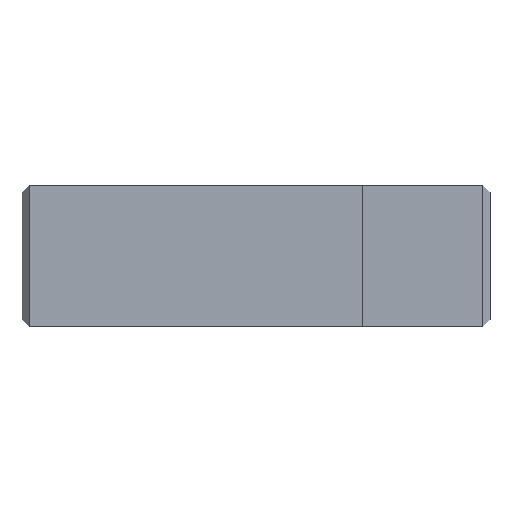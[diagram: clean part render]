
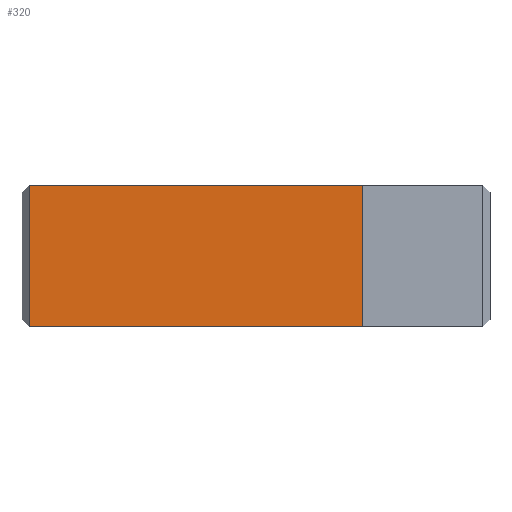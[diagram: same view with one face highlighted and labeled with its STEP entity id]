
A CAD part, top view. The second image highlights one B-rep face of the part: STEP entity #320.
In plain terms, the highlighted planar face has unit normal (0, 0, 1).
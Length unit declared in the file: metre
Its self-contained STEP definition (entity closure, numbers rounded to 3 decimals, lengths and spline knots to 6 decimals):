
#78=ORIENTED_EDGE('',*,*,#131,.T.);
#79=ORIENTED_EDGE('',*,*,#136,.T.);
#80=ORIENTED_EDGE('',*,*,#122,.F.);
#81=ORIENTED_EDGE('',*,*,#128,.T.);
#122=EDGE_CURVE('',#154,#155,#186,.T.);
#128=EDGE_CURVE('',#154,#159,#192,.T.);
#131=EDGE_CURVE('',#159,#161,#195,.T.);
#136=EDGE_CURVE('',#161,#155,#200,.T.);
#154=VERTEX_POINT('',#502);
#155=VERTEX_POINT('',#503);
#159=VERTEX_POINT('',#513);
#161=VERTEX_POINT('',#519);
#186=LINE('',#501,#226);
#192=LINE('',#514,#232);
#195=LINE('',#520,#235);
#200=LINE('',#531,#240);
#226=VECTOR('',#418,1.);
#232=VECTOR('',#426,1.);
#235=VECTOR('',#431,1.);
#240=VECTOR('',#440,1.);
#260=EDGE_LOOP('',(#78,#79,#80,#81));
#280=FACE_BOUND('',#260,.T.);
#300=PLANE('',#366);
#320=ADVANCED_FACE('',(#280),#300,.T.);
#366=AXIS2_PLACEMENT_3D('',#530,#438,#439);
#418=DIRECTION('',(-1.,0.,0.));
#426=DIRECTION('',(0.,1.,0.));
#431=DIRECTION('',(-1.,0.,0.));
#438=DIRECTION('',(0.,0.,1.));
#439=DIRECTION('',(1.,0.,0.));
#440=DIRECTION('',(0.,-1.,0.));
#501=CARTESIAN_POINT('',(0.,-0.005,0.003));
#502=CARTESIAN_POINT('',(0.012,-0.005,0.003));
#503=CARTESIAN_POINT('',(-0.0115,-0.005,0.003));
#513=CARTESIAN_POINT('',(0.012,0.005,0.003));
#514=CARTESIAN_POINT('',(0.012,0.,0.003));
#519=CARTESIAN_POINT('',(-0.0115,0.005,0.003));
#520=CARTESIAN_POINT('',(0.,0.005,0.003));
#530=CARTESIAN_POINT('',(0.,0.,0.003));
#531=CARTESIAN_POINT('',(-0.0115,0.,0.003));
